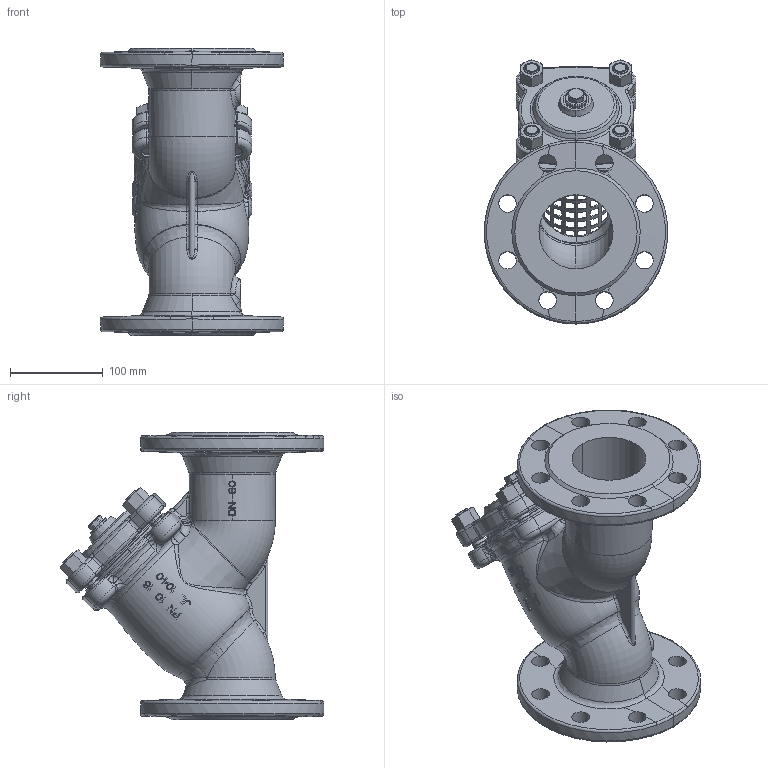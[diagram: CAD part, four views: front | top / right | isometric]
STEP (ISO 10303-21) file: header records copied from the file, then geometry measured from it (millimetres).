
FILE_DESCRIPTION((''),'2;1');
FILE_NAME('LOVILEC_DN80_PN10_16_CEP','2015-03-31T',('u317927'),('Danfoss'),'PRO/ENGINEER BY PARAMETRIC TECHNOLOGY CORPORATION, 2014000','PRO/ENGINEER BY PARAMETRIC TECHNOLOGY CORPORATION, 2014000','');
FILE_SCHEMA(('CONFIG_CONTROL_DESIGN'));
Products named in the file (1): LOVILEC_DN80_PN10_16_CEP
Bounding box: 198 x 284.82 x 310 mm (x, y, z)
Volume: 417712.5 mm3; surface area: 482622.3 mm2
Topology: 2 solids, 16 shells, 1946 faces, 5361 edges, 3455 vertices
Faces by surface type: plane 1292, cylinder 252, cone 157, bspline 129, torus 94, revolution 20, sphere 2
Entity records: 72633 total; most frequent: CARTESIAN_POINT 24150, ORIENTED_EDGE 10662, DIRECTION 9175, EDGE_CURVE 5361, VERTEX_POINT 3455, AXIS2_PLACEMENT_3D 3330, VECTOR 2495, LINE 2495
